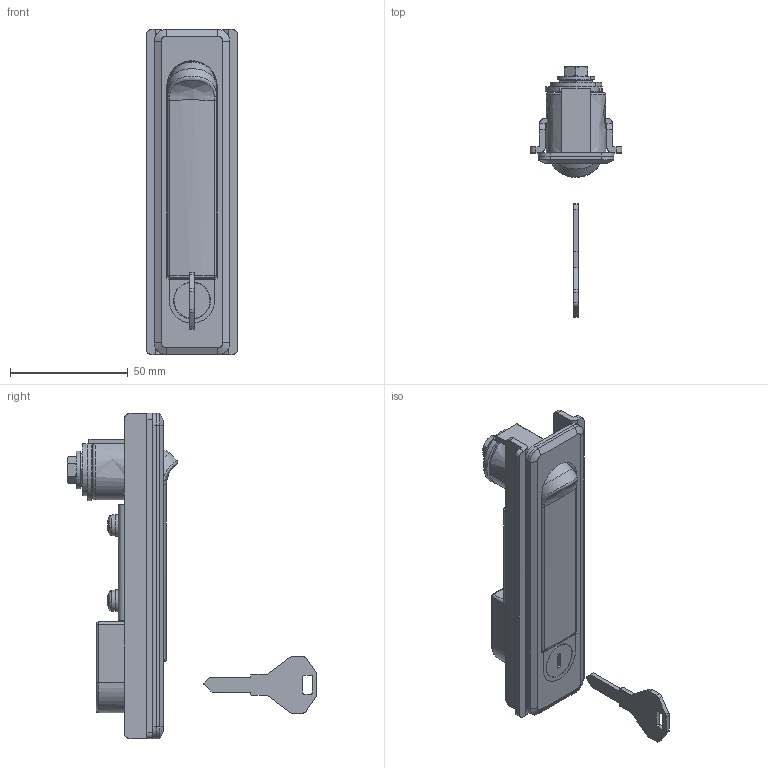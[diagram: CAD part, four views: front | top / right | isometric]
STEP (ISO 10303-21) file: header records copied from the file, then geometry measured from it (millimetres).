
FILE_DESCRIPTION((''),'2;1');
FILE_NAME('','2006-01-17T11:29:33',(''),(''),'','CADfix','');
FILE_SCHEMA(('AUTOMOTIVE_DESIGN'));
Length unit declared in the file: millimetre
Products named in the file (13): screw; washer_B; washer_A; shaft; lock; key; control_cam; bolt; packing; handle; bracket; base; THA_405S_1K_32463_36
Assembly tree (13 placements, depth 2):
  THA_405S_1K_32463_36
    screw  x2
    washer_B
    washer_A
    shaft
    lock
    key
    control_cam
    bolt
    packing
    handle
    bracket
    base
Bounding box: 39 x 106.01 x 138 mm (x, y, z)
Volume: 68072.3 mm3; surface area: 53399.7 mm2
Topology: 13 solids, 13 shells, 530 faces, 1592 edges, 1107 vertices
Faces by surface type: bspline 530
Entity records: 21964 total; most frequent: CARTESIAN_POINT 12779, ORIENTED_EDGE 2976, EDGE_CURVE 1488, VERTEX_POINT 1036, B_SPLINE_CURVE_WITH_KNOTS 753, QUASI_UNIFORM_CURVE 725, EDGE_LOOP 544, FACE_OUTER_BOUND 499
